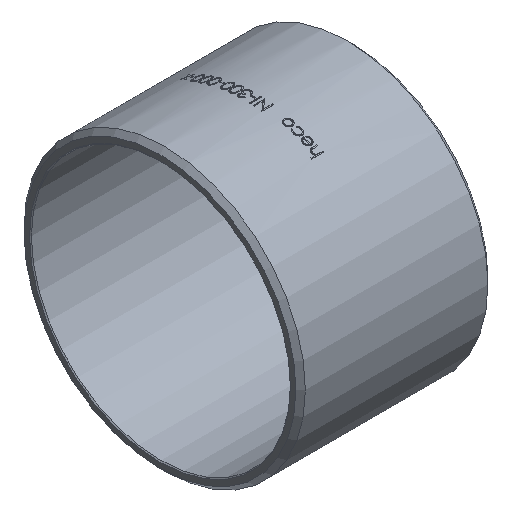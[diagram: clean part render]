
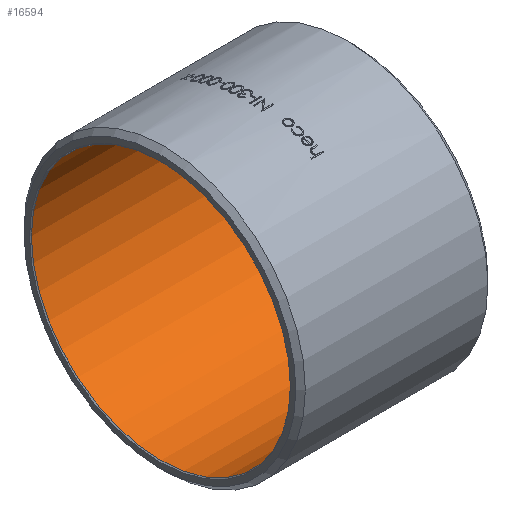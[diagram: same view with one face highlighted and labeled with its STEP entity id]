
A CAD part, isometric view. The second image highlights one B-rep face of the part: STEP entity #16594.
In plain terms, the highlighted cylindrical face has radius 40.45 mm (diameter 80.9 mm), a full revolution.
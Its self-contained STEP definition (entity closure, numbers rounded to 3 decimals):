
#56 = CARTESIAN_POINT ( 'NONE',  ( 59.7, 0., 40.45 ) ) ;
#900 = AXIS2_PLACEMENT_3D ( 'NONE', #9410, #24961, #7632 ) ;
#2912 = DIRECTION ( 'NONE',  ( -1., 0., 0. ) ) ;
#4206 = AXIS2_PLACEMENT_3D ( 'NONE', #6838, #8684, #14478 ) ;
#5509 = EDGE_LOOP ( 'NONE', ( #24409 ) ) ;
#5683 = EDGE_LOOP ( 'NONE', ( #14774 ) ) ;
#6235 = EDGE_CURVE ( 'NONE', #11939, #11939, #21393, .T. ) ;
#6838 = CARTESIAN_POINT ( 'NONE',  ( 0., 0., 0. ) ) ;
#7632 = DIRECTION ( 'NONE',  ( 0., 0., 1. ) ) ;
#8624 = VERTEX_POINT ( 'NONE', #23876 ) ;
#8684 = DIRECTION ( 'NONE',  ( -1., 0., 0. ) ) ;
#8996 = CARTESIAN_POINT ( 'NONE',  ( 0.3, 0., 0. ) ) ;
#9410 = CARTESIAN_POINT ( 'NONE',  ( 59.7, 0., 0. ) ) ;
#11939 = VERTEX_POINT ( 'NONE', #56 ) ;
#13825 = CIRCLE ( 'NONE', #15584, 40.45 ) ;
#13989 = FACE_OUTER_BOUND ( 'NONE', #5683, .T. ) ;
#14478 = DIRECTION ( 'NONE',  ( 0., 0., 1. ) ) ;
#14774 = ORIENTED_EDGE ( 'NONE', *, *, #6235, .T. ) ;
#15584 = AXIS2_PLACEMENT_3D ( 'NONE', #8996, #2912, #20538 ) ;
#16594 = ADVANCED_FACE ( 'NONE', ( #19220, #13989 ), #24597, .F. ) ;
#19220 = FACE_OUTER_BOUND ( 'NONE', #5509, .T. ) ;
#20538 = DIRECTION ( 'NONE',  ( 0., 0., -1. ) ) ;
#21393 = CIRCLE ( 'NONE', #900, 40.45 ) ;
#22921 = EDGE_CURVE ( 'NONE', #8624, #8624, #13825, .T. ) ;
#23876 = CARTESIAN_POINT ( 'NONE',  ( 0.3, 0., -40.45 ) ) ;
#24409 = ORIENTED_EDGE ( 'NONE', *, *, #22921, .T. ) ;
#24597 = CYLINDRICAL_SURFACE ( 'NONE', #4206, 40.45 ) ;
#24961 = DIRECTION ( 'NONE',  ( 1., 0., 0. ) ) ;
